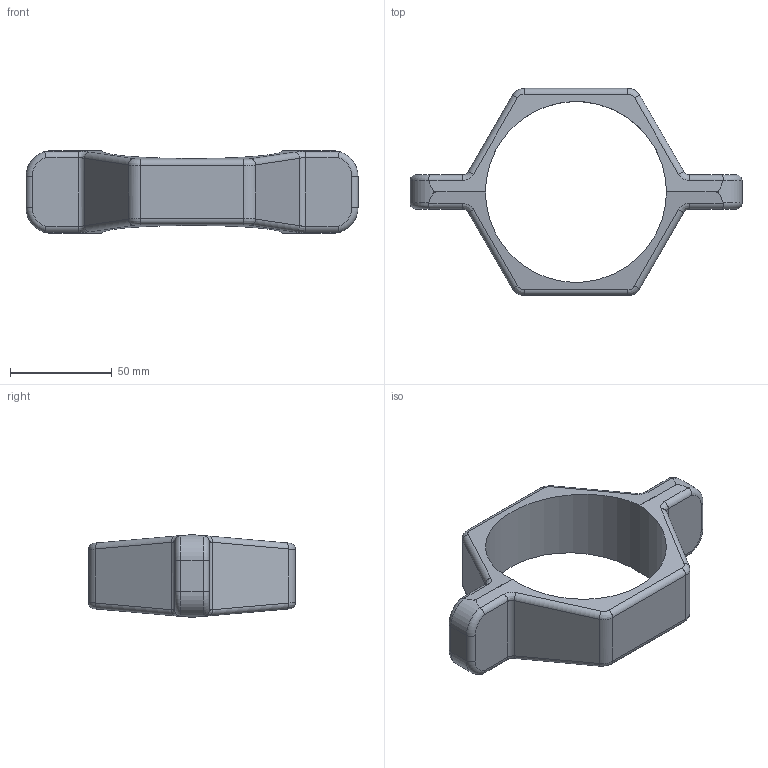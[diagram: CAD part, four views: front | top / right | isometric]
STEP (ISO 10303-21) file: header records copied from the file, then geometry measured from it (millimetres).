
FILE_DESCRIPTION (( 'STEP AP214' ), '1' );
FILE_NAME ('PHHW3.0P304AN.STEP', '2021-03-25T13:01:53', ( '' ), ( '' ), 'SwSTEP 2.0', 'SolidWorks 2013', '' );
FILE_SCHEMA (( 'AUTOMOTIVE_DESIGN' ));
Length unit declared in the file: inch
Products named in the file (1): PHHW3.0P304AN
Bounding box: 163.19 x 101.75 x 40.65 mm (x, y, z)
Volume: 127174.8 mm3; surface area: 31760.9 mm2
Topology: 1 solids, 1 shells, 81 faces, 201 edges, 120 vertices
Faces by surface type: cylinder 37, plane 20, bspline 16, torus 8
Full cylindrical faces by diameter (mm): 88.9 x1
Entity records: 2926 total; most frequent: CARTESIAN_POINT 1158, ORIENTED_EDGE 400, DIRECTION 332, EDGE_CURVE 200, AXIS2_PLACEMENT_3D 126, VERTEX_POINT 120, FACE_OUTER_BOUND 82, EDGE_LOOP 82
